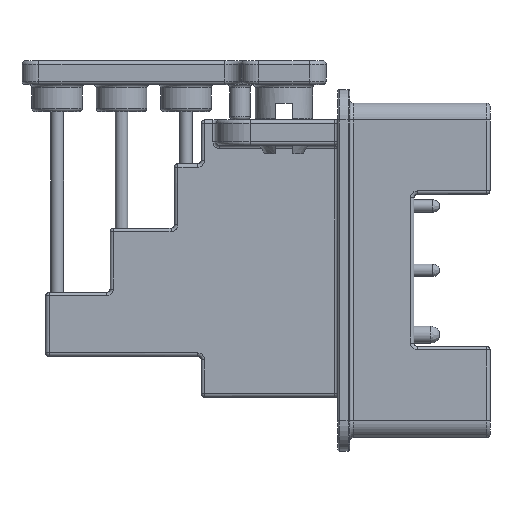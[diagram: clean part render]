
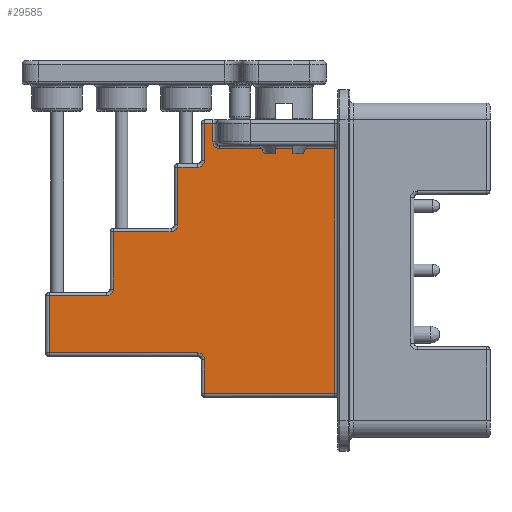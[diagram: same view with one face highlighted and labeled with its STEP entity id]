
A CAD part, left-side view. The second image highlights one B-rep face of the part: STEP entity #29585.
In plain terms, the highlighted planar face has unit normal (-1, 0, 0).
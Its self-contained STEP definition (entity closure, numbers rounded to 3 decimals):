
#42=CARTESIAN_POINT('',(-6.2,9.5,6.51));
#43=DIRECTION('',(-1.,0.,0.));
#44=DIRECTION('',(0.,0.,-1.));
#45=AXIS2_PLACEMENT_3D('',#42,#43,#44);
#86=DIRECTION('',(0.,0.,1.));
#87=VECTOR('',#86,2.19);
#88=CARTESIAN_POINT('',(-6.2,9.1,6.51));
#89=LINE('',#88,#87);
#419=DIRECTION('',(0.,-1.,0.));
#420=VECTOR('',#419,1.18);
#421=CARTESIAN_POINT('',(-6.2,10.68,6.11));
#422=LINE('',#421,#420);
#428=DIRECTION('',(0.,0.,-1.));
#429=VECTOR('',#428,14.5);
#430=CARTESIAN_POINT('',(-6.2,1.4,7.2));
#431=LINE('',#430,#429);
#471=DIRECTION('',(0.,-1.,0.));
#472=VECTOR('',#471,6.8);
#473=CARTESIAN_POINT('',(-6.2,8.2,7.2));
#474=LINE('',#473,#472);
#514=CARTESIAN_POINT('',(-6.2,8.2,7.6));
#515=DIRECTION('',(1.,0.,0.));
#516=DIRECTION('',(0.,0.,-1.));
#517=AXIS2_PLACEMENT_3D('',#514,#515,#516);
#528=DIRECTION('',(0.,0.,1.));
#529=VECTOR('',#528,1.1);
#530=CARTESIAN_POINT('',(-6.2,8.6,7.6));
#531=LINE('',#530,#529);
#569=DIRECTION('',(0.,-1.,0.));
#570=VECTOR('',#569,0.5);
#571=CARTESIAN_POINT('',(-6.2,9.1,8.7));
#572=LINE('',#571,#570);
#9305=DIRECTION('',(0.,1.,0.));
#9306=VECTOR('',#9305,7.7);
#9307=CARTESIAN_POINT('',(-6.2,1.4,-7.3));
#9308=LINE('',#9307,#9306);
#9984=DIRECTION('',(0.,0.,1.));
#9985=VECTOR('',#9984,3.41);
#9986=CARTESIAN_POINT('',(-6.2,10.68,2.7));
#9987=LINE('',#9986,#9985);
#10015=CARTESIAN_POINT('',(-6.2,11.08,2.7));
#10016=DIRECTION('',(-1.,0.,0.));
#10017=DIRECTION('',(0.,0.,-1.));
#10018=AXIS2_PLACEMENT_3D('',#10015,#10016,#10017);
#10029=DIRECTION('',(0.,-1.,0.));
#10030=VECTOR('',#10029,3.41);
#10031=CARTESIAN_POINT('',(-6.2,14.49,2.3));
#10032=LINE('',#10031,#10030);
#10090=DIRECTION('',(0.,0.,1.));
#10091=VECTOR('',#10090,3.41);
#10092=CARTESIAN_POINT('',(-6.2,14.49,-1.11));
#10093=LINE('',#10092,#10091);
#10104=CARTESIAN_POINT('',(-6.2,14.89,-1.11));
#10105=DIRECTION('',(-1.,0.,0.));
#10106=DIRECTION('',(0.,0.,-1.));
#10107=AXIS2_PLACEMENT_3D('',#10104,#10105,#10106);
#15762=DIRECTION('',(0.,-1.,0.));
#15763=VECTOR('',#15762,3.41);
#15764=CARTESIAN_POINT('',(-6.2,18.3,-1.51));
#15765=LINE('',#15764,#15763);
#15841=DIRECTION('',(0.,0.,1.));
#15842=VECTOR('',#15841,3.38);
#15843=CARTESIAN_POINT('',(-6.2,18.3,-4.89));
#15844=LINE('',#15843,#15842);
#15884=DIRECTION('',(0.,1.,0.));
#15885=VECTOR('',#15884,8.8);
#15886=CARTESIAN_POINT('',(-6.2,9.5,-4.89));
#15887=LINE('',#15886,#15885);
#15898=CARTESIAN_POINT('',(-6.2,9.5,-5.29));
#15899=DIRECTION('',(-1.,0.,0.));
#15900=DIRECTION('',(0.,-1.,0.));
#15901=AXIS2_PLACEMENT_3D('',#15898,#15899,#15900);
#15912=DIRECTION('',(0.,0.,1.));
#15913=VECTOR('',#15912,2.01);
#15914=CARTESIAN_POINT('',(-6.2,9.1,-7.3));
#15915=LINE('',#15914,#15913);
#25485=CARTESIAN_POINT('',(-6.2,1.4,7.2));
#25486=CARTESIAN_POINT('',(-6.2,1.4,-7.3));
#25487=VERTEX_POINT('',#25485);
#25488=VERTEX_POINT('',#25486);
#25529=CARTESIAN_POINT('',(-6.2,8.2,7.2));
#25530=VERTEX_POINT('',#25529);
#25651=CARTESIAN_POINT('',(-6.2,8.6,7.6));
#25652=CARTESIAN_POINT('',(-6.2,8.6,8.7));
#25653=VERTEX_POINT('',#25651);
#25654=VERTEX_POINT('',#25652);
#26212=CARTESIAN_POINT('',(-6.2,9.1,6.51));
#26213=CARTESIAN_POINT('',(-6.2,9.1,8.7));
#26214=VERTEX_POINT('',#26212);
#26215=VERTEX_POINT('',#26213);
#26216=CARTESIAN_POINT('',(-6.2,9.1,-7.3));
#26217=VERTEX_POINT('',#26216);
#26218=CARTESIAN_POINT('',(-6.2,9.1,-5.29));
#26219=VERTEX_POINT('',#26218);
#26220=CARTESIAN_POINT('',(-6.2,9.5,-4.89));
#26221=VERTEX_POINT('',#26220);
#26222=CARTESIAN_POINT('',(-6.2,18.3,-4.89));
#26223=VERTEX_POINT('',#26222);
#26224=CARTESIAN_POINT('',(-6.2,18.3,-1.51));
#26225=VERTEX_POINT('',#26224);
#26226=CARTESIAN_POINT('',(-6.2,14.89,-1.51));
#26227=VERTEX_POINT('',#26226);
#26228=CARTESIAN_POINT('',(-6.2,14.49,-1.11));
#26229=VERTEX_POINT('',#26228);
#26230=CARTESIAN_POINT('',(-6.2,14.49,2.3));
#26231=VERTEX_POINT('',#26230);
#26232=CARTESIAN_POINT('',(-6.2,11.08,2.3));
#26233=VERTEX_POINT('',#26232);
#26234=CARTESIAN_POINT('',(-6.2,10.68,2.7));
#26235=VERTEX_POINT('',#26234);
#26236=CARTESIAN_POINT('',(-6.2,10.68,6.11));
#26237=VERTEX_POINT('',#26236);
#26238=CARTESIAN_POINT('',(-6.2,9.5,6.11));
#26239=VERTEX_POINT('',#26238);
#29543=CARTESIAN_POINT('',(-6.2,0.,-7.5));
#29544=DIRECTION('',(-1.,0.,0.));
#29545=DIRECTION('',(0.,0.,1.));
#29546=AXIS2_PLACEMENT_3D('',#29543,#29544,#29545);
#29547=PLANE('',#29546);
#29549=ORIENTED_EDGE('',*,*,#29548,.T.);
#29551=ORIENTED_EDGE('',*,*,#29550,.T.);
#29553=ORIENTED_EDGE('',*,*,#29552,.T.);
#29555=ORIENTED_EDGE('',*,*,#29554,.T.);
#29557=ORIENTED_EDGE('',*,*,#29556,.T.);
#29559=ORIENTED_EDGE('',*,*,#29558,.T.);
#29561=ORIENTED_EDGE('',*,*,#29560,.T.);
#29563=ORIENTED_EDGE('',*,*,#29562,.T.);
#29565=ORIENTED_EDGE('',*,*,#29564,.T.);
#29567=ORIENTED_EDGE('',*,*,#29566,.T.);
#29569=ORIENTED_EDGE('',*,*,#29568,.T.);
#29571=ORIENTED_EDGE('',*,*,#29570,.T.);
#29572=ORIENTED_EDGE('',*,*,#29536,.T.);
#29573=ORIENTED_EDGE('',*,*,#29164,.T.);
#29574=ORIENTED_EDGE('',*,*,#29179,.T.);
#29576=ORIENTED_EDGE('',*,*,#29575,.T.);
#29578=ORIENTED_EDGE('',*,*,#29577,.F.);
#29580=ORIENTED_EDGE('',*,*,#29579,.F.);
#29582=ORIENTED_EDGE('',*,*,#29581,.T.);
#29583=EDGE_LOOP('',(#29549,#29551,#29553,#29555,#29557,#29559,#29561,#29563,
#29565,#29567,#29569,#29571,#29572,#29573,#29574,#29576,#29578,#29580,#29582));
#29584=FACE_OUTER_BOUND('',#29583,.F.);
#29585=ADVANCED_FACE('',(#29584),#29547,.T.);
#46=CIRCLE('',#45,0.4);
#518=CIRCLE('',#517,0.4);
#10019=CIRCLE('',#10018,0.4);
#10108=CIRCLE('',#10107,0.4);
#15902=CIRCLE('',#15901,0.4);
#29164=EDGE_CURVE('',#26239,#26214,#46,.T.);
#29179=EDGE_CURVE('',#26214,#26215,#89,.T.);
#29536=EDGE_CURVE('',#26237,#26239,#422,.T.);
#29548=EDGE_CURVE('',#25487,#25488,#431,.T.);
#29550=EDGE_CURVE('',#25488,#26217,#9308,.T.);
#29552=EDGE_CURVE('',#26217,#26219,#15915,.T.);
#29554=EDGE_CURVE('',#26219,#26221,#15902,.T.);
#29556=EDGE_CURVE('',#26221,#26223,#15887,.T.);
#29558=EDGE_CURVE('',#26223,#26225,#15844,.T.);
#29560=EDGE_CURVE('',#26225,#26227,#15765,.T.);
#29562=EDGE_CURVE('',#26227,#26229,#10108,.T.);
#29564=EDGE_CURVE('',#26229,#26231,#10093,.T.);
#29566=EDGE_CURVE('',#26231,#26233,#10032,.T.);
#29568=EDGE_CURVE('',#26233,#26235,#10019,.T.);
#29570=EDGE_CURVE('',#26235,#26237,#9987,.T.);
#29575=EDGE_CURVE('',#26215,#25654,#572,.T.);
#29577=EDGE_CURVE('',#25653,#25654,#531,.T.);
#29579=EDGE_CURVE('',#25530,#25653,#518,.T.);
#29581=EDGE_CURVE('',#25530,#25487,#474,.T.);
